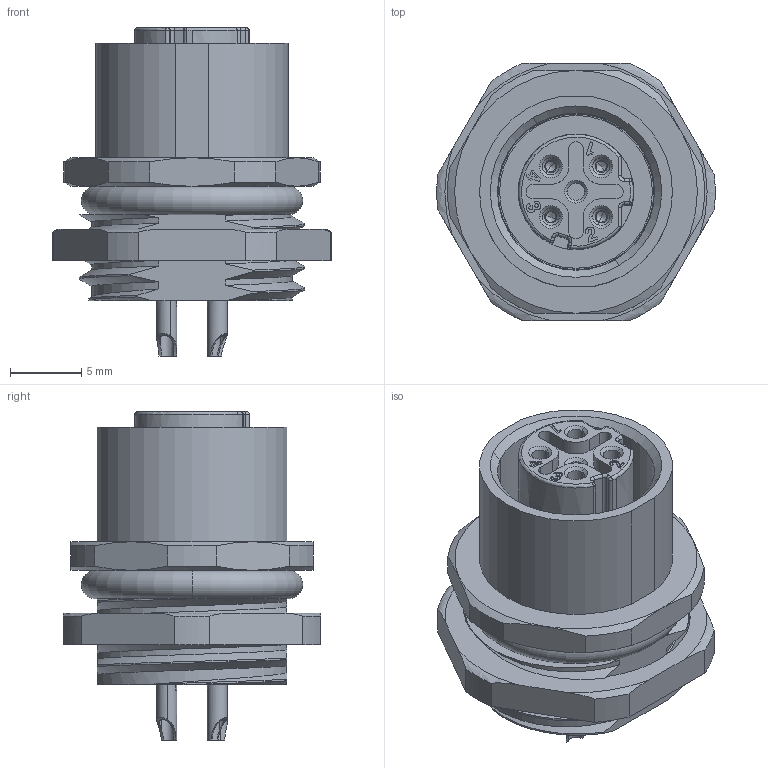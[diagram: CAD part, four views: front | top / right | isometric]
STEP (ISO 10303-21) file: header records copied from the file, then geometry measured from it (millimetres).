
FILE_DESCRIPTION((''),'2;1');
FILE_NAME('M12-F04D-BK-M16-C_SW0001','2023-09-05T',('yp.zhu'),(''),'PRO/ENGINEER BY PARAMETRIC TECHNOLOGY CORPORATION, 2012480','PRO/ENGINEER BY PARAMETRIC TECHNOLOGY CORPORATION, 2012480','');
FILE_SCHEMA(('CONFIG_CONTROL_DESIGN'));
Length unit declared in the file: inch
Products named in the file (1): M12-F04D-BK-M16-C_SW0001
Bounding box: 19.5 x 18 x 23 mm (x, y, z)
Volume: 2781.7 mm3; surface area: 3038.1 mm2
Topology: 1 solids, 1 shells, 412 faces, 1202 edges, 800 vertices
Faces by surface type: cylinder 149, plane 118, cone 85, bspline 30, torus 26, sphere 4
Entity records: 17274 total; most frequent: CARTESIAN_POINT 6616, ORIENTED_EDGE 2382, DIRECTION 2087, EDGE_CURVE 1191, AXIS2_PLACEMENT_3D 830, VERTEX_POINT 800, CIRCLE 448, EDGE_LOOP 439
